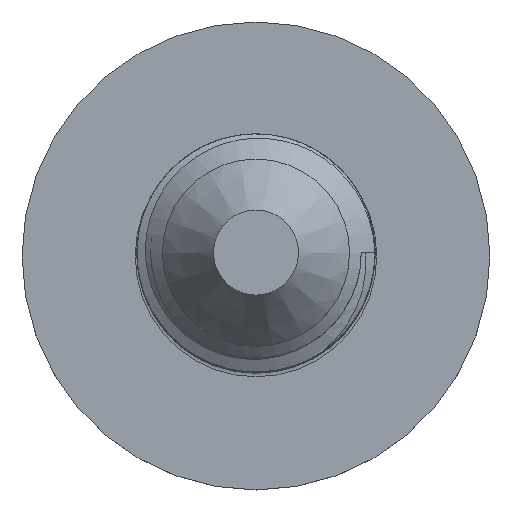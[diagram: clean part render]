
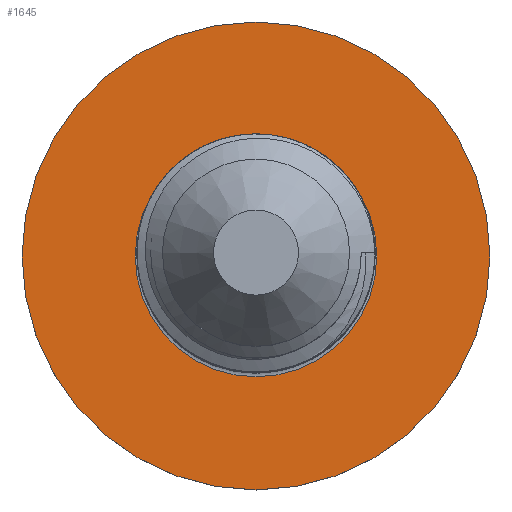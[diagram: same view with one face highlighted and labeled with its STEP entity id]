
A CAD part, top view. The second image highlights one B-rep face of the part: STEP entity #1645.
In plain terms, the highlighted planar face has unit normal (0, 0, 1).
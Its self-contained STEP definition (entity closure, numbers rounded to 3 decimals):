
#1443 = CYLINDRICAL_SURFACE('',#1444,13.75);
#1444 = AXIS2_PLACEMENT_3D('',#1445,#1446,#1447);
#1445 = CARTESIAN_POINT('',(2787.589,-719.896,
    50.163));
#1446 = DIRECTION('',(0.,0.,1.));
#1447 = DIRECTION('',(-1.,0.,0.));
#1507 = EDGE_CURVE('',#1508,#1508,#1510,.T.);
#1508 = VERTEX_POINT('',#1509);
#1509 = CARTESIAN_POINT('',(2794.689,-719.896,
    52.263));
#1510 = SURFACE_CURVE('',#1511,(#1516,#1528),.PCURVE_S1.);
#1511 = CIRCLE('',#1512,7.1);
#1512 = AXIS2_PLACEMENT_3D('',#1513,#1514,#1515);
#1513 = CARTESIAN_POINT('',(2787.589,-719.896,
    52.263));
#1514 = DIRECTION('',(0.,0.,-1.));
#1515 = DIRECTION('',(1.,0.,0.));
#1516 = PCURVE('',#1517,#1522);
#1517 = TOROIDAL_SURFACE('',#1518,7.1,0.6);
#1518 = AXIS2_PLACEMENT_3D('',#1519,#1520,#1521);
#1519 = CARTESIAN_POINT('',(2787.589,-719.896,
    52.863));
#1520 = DIRECTION('',(0.,0.,-1.));
#1521 = DIRECTION('',(1.,0.,0.));
#1522 = DEFINITIONAL_REPRESENTATION('',(#1523),#1527);
#1523 = LINE('',#1524,#1525);
#1524 = CARTESIAN_POINT('',(0.,1.571));
#1525 = VECTOR('',#1526,1.);
#1526 = DIRECTION('',(1.,0.));
#1527 = ( GEOMETRIC_REPRESENTATION_CONTEXT(2) 
PARAMETRIC_REPRESENTATION_CONTEXT() REPRESENTATION_CONTEXT('2D SPACE',''
  ) );
#1528 = PCURVE('',#1529,#1534);
#1529 = PLANE('',#1530);
#1530 = AXIS2_PLACEMENT_3D('',#1531,#1532,#1533);
#1531 = CARTESIAN_POINT('',(2787.589,-719.896,
    52.263));
#1532 = DIRECTION('',(0.,0.,-1.));
#1533 = DIRECTION('',(1.,0.,0.));
#1534 = DEFINITIONAL_REPRESENTATION('',(#1535),#1539);
#1535 = CIRCLE('',#1536,7.1);
#1536 = AXIS2_PLACEMENT_2D('',#1537,#1538);
#1537 = CARTESIAN_POINT('',(0.,0.));
#1538 = DIRECTION('',(1.,0.));
#1539 = ( GEOMETRIC_REPRESENTATION_CONTEXT(2) 
PARAMETRIC_REPRESENTATION_CONTEXT() REPRESENTATION_CONTEXT('2D SPACE',''
  ) );
#1601 = VERTEX_POINT('',#1602);
#1602 = CARTESIAN_POINT('',(2801.339,-719.896,
    52.263));
#1622 = EDGE_CURVE('',#1601,#1601,#1623,.T.);
#1623 = SURFACE_CURVE('',#1624,(#1629,#1636),.PCURVE_S1.);
#1624 = CIRCLE('',#1625,13.75);
#1625 = AXIS2_PLACEMENT_3D('',#1626,#1627,#1628);
#1626 = CARTESIAN_POINT('',(2787.589,-719.896,
    52.263));
#1627 = DIRECTION('',(0.,0.,-1.));
#1628 = DIRECTION('',(1.,0.,0.));
#1629 = PCURVE('',#1443,#1630);
#1630 = DEFINITIONAL_REPRESENTATION('',(#1631),#1635);
#1631 = LINE('',#1632,#1633);
#1632 = CARTESIAN_POINT('',(9.425,2.1));
#1633 = VECTOR('',#1634,1.);
#1634 = DIRECTION('',(-1.,0.));
#1635 = ( GEOMETRIC_REPRESENTATION_CONTEXT(2) 
PARAMETRIC_REPRESENTATION_CONTEXT() REPRESENTATION_CONTEXT('2D SPACE',''
  ) );
#1636 = PCURVE('',#1529,#1637);
#1637 = DEFINITIONAL_REPRESENTATION('',(#1638),#1642);
#1638 = CIRCLE('',#1639,13.75);
#1639 = AXIS2_PLACEMENT_2D('',#1640,#1641);
#1640 = CARTESIAN_POINT('',(0.,0.));
#1641 = DIRECTION('',(1.,0.));
#1642 = ( GEOMETRIC_REPRESENTATION_CONTEXT(2) 
PARAMETRIC_REPRESENTATION_CONTEXT() REPRESENTATION_CONTEXT('2D SPACE',''
  ) );
#1645 = ADVANCED_FACE('',(#1646,#1649),#1529,.F.);
#1646 = FACE_BOUND('',#1647,.T.);
#1647 = EDGE_LOOP('',(#1648));
#1648 = ORIENTED_EDGE('',*,*,#1507,.T.);
#1649 = FACE_BOUND('',#1650,.T.);
#1650 = EDGE_LOOP('',(#1651));
#1651 = ORIENTED_EDGE('',*,*,#1622,.F.);
